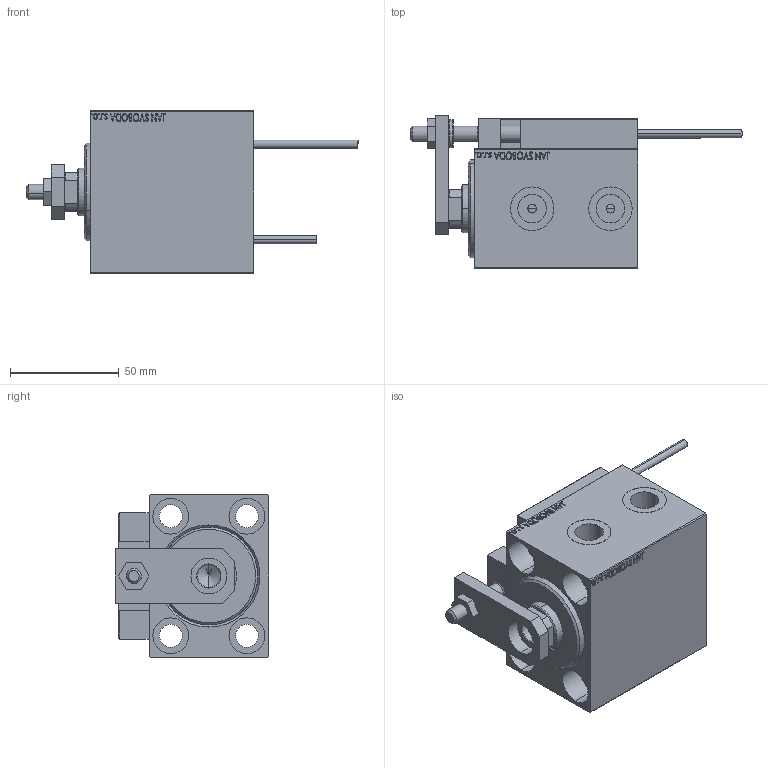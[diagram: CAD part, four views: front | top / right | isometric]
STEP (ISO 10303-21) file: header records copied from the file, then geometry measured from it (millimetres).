
FILE_DESCRIPTION (( 'STEP AP203' ), '1' );
FILE_NAME ('7ee8.STEP', '2022-04-17T10:53:33', ( '' ), ( '' ), 'SwSTEP 2.0', 'SolidWorks 2019', '' );
FILE_SCHEMA (( 'CONFIG_CONTROL_DESIGN' ));
Length unit declared in the file: millimetre
Products named in the file (15): 7ee8; ZARAZKA 70725b4780614170db3fb94e53f7fafb; SWITCH_X_FRONT_BACK 70725b4780614170db3fb94e53f7fafb; V450CM_C_VCP 70725b4780614170db3fb94e53f7fafb; MAGNET 70725b4780614170db3fb94e53f7fafb; V450CM_VC_B 70725b4780614170db3fb94e53f7fafb; NUT_D12 70725b4780614170db3fb94e53f7fafb; ALLEN BOLT D5 70725b4780614170db3fb94e53f7fafb; SWITCH DIM B,W 70725b4780614170db3fb94e53f7fafb; ALLEN BOLT D8 70725b4780614170db3fb94e53f7fafb; KONCOVKA 70725b4780614170db3fb94e53f7fafb; Block 70725b4780614170db3fb94e53f7fafb; SWITCH X 70725b4780614170db3fb94e53f7fafb; TYC_L79 70725b4780614170db3fb94e53f7fafb; V450CM_C_Body 70725b4780614170db3fb94e53f7fafb
Assembly tree (24 placements, depth 3):
  7ee8
    V450CM_C_Body 70725b4780614170db3fb94e53f7fafb
    SWITCH X 70725b4780614170db3fb94e53f7fafb
      SWITCH_X_FRONT_BACK 70725b4780614170db3fb94e53f7fafb  x2
      TYC_L79 70725b4780614170db3fb94e53f7fafb
      Block 70725b4780614170db3fb94e53f7fafb  x2
      ALLEN BOLT D5 70725b4780614170db3fb94e53f7fafb  x4
      ALLEN BOLT D8 70725b4780614170db3fb94e53f7fafb  x4
      MAGNET 70725b4780614170db3fb94e53f7fafb  x2
      KONCOVKA 70725b4780614170db3fb94e53f7fafb  x2
    NUT_D12 70725b4780614170db3fb94e53f7fafb
    SWITCH DIM B,W 70725b4780614170db3fb94e53f7fafb
    ZARAZKA 70725b4780614170db3fb94e53f7fafb
    V450CM_C_VCP 70725b4780614170db3fb94e53f7fafb
    V450CM_VC_B 70725b4780614170db3fb94e53f7fafb
Bounding box: 152.7 x 70.5 x 75 mm (x, y, z)
Volume: 309357.8 mm3; surface area: 87652.3 mm2
Topology: 23 solids, 23 shells, 1299 faces, 3114 edges, 1991 vertices
Faces by surface type: plane 565, bspline 380, cylinder 200, cone 106, torus 44, sphere 4
Entity records: 50925 total; most frequent: CARTESIAN_POINT 26223, ORIENTED_EDGE 5248, DIRECTION 3550, EDGE_CURVE 2624, VERTEX_POINT 1715, LINE 1502, VECTOR 1502, EDGE_LOOP 1215
